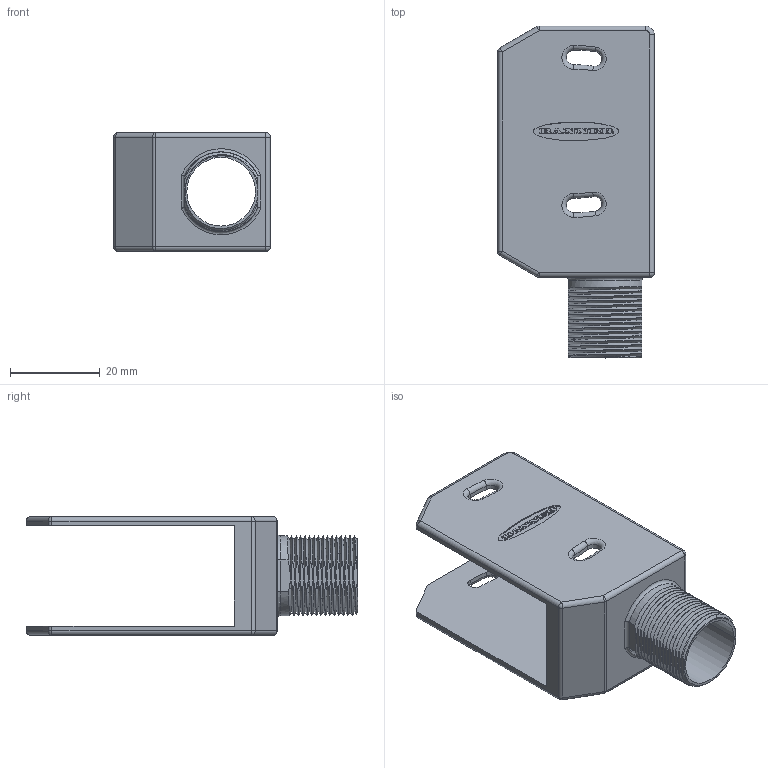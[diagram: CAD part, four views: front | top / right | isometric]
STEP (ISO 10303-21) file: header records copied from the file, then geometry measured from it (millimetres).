
FILE_DESCRIPTION((''),'2;1');
FILE_NAME('141856_SW','2008-08-15T',('banengservice'),('BANNER ENGINEERING'),'PRO/ENGINEER BY PARAMETRIC TECHNOLOGY CORPORATION, 2006170','PRO/ENGINEER BY PARAMETRIC TECHNOLOGY CORPORATION, 2006170','');
FILE_SCHEMA(('CONFIG_CONTROL_DESIGN'));
Length unit declared in the file: inch
Products named in the file (1): 141856_SW
Bounding box: 35 x 74 x 26.5 mm (x, y, z)
Volume: 10515.2 mm3; surface area: 12048.4 mm2
Topology: 1 solids, 1 shells, 770 faces, 2174 edges, 1430 vertices
Faces by surface type: plane 505, extrusion 150, cylinder 72, torus 18, bspline 12, sphere 10, cone 3
Entity records: 29928 total; most frequent: CARTESIAN_POINT 10769, ORIENTED_EDGE 4348, DIRECTION 3208, EDGE_CURVE 2174, VECTOR 1754, LINE 1604, VERTEX_POINT 1430, EDGE_LOOP 804
